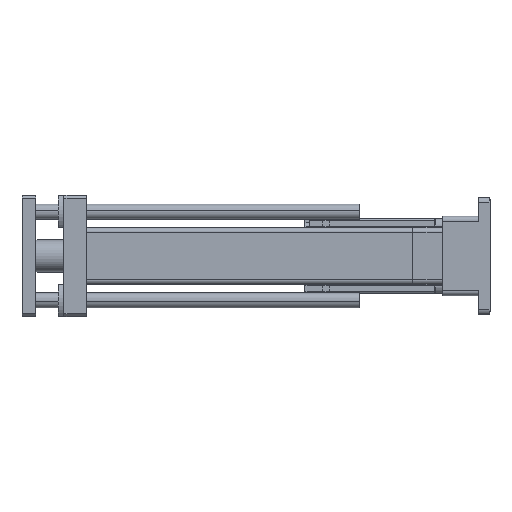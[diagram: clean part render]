
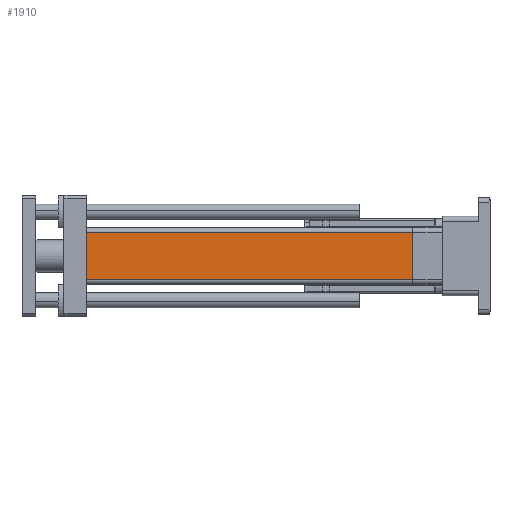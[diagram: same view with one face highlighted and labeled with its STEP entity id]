
A CAD part, left-side view. The second image highlights one B-rep face of the part: STEP entity #1910.
In plain terms, the highlighted face is planar.
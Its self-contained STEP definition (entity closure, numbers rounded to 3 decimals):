
#1577 = CARTESIAN_POINT ( 'NONE',  ( -25.502, -30.492, 0. ) ) ;
#1910 = ADVANCED_FACE ( 'NONE', ( #68615 ), #27369, .F. ) ;
#4080 = ORIENTED_EDGE ( 'NONE', *, *, #18612, .T. ) ;
#6086 = ORIENTED_EDGE ( 'NONE', *, *, #55800, .T. ) ;
#9668 = DIRECTION ( 'NONE',  ( 0., 0., -1. ) ) ;
#10635 = LINE ( 'NONE', #56104, #31828 ) ;
#14173 = EDGE_CURVE ( 'NONE', #17625, #24725, #67223, .T. ) ;
#15341 = CARTESIAN_POINT ( 'NONE',  ( 25.498, -30.492, 350. ) ) ;
#17625 = VERTEX_POINT ( 'NONE', #32236 ) ;
#18612 = EDGE_CURVE ( 'NONE', #47870, #24725, #39877, .T. ) ;
#21029 = AXIS2_PLACEMENT_3D ( 'NONE', #21318, #38737, #61839 ) ;
#21318 = CARTESIAN_POINT ( 'NONE',  ( 25.498, -30.492, 350. ) ) ;
#22933 = EDGE_LOOP ( 'NONE', ( #4080, #49657, #70595, #6086 ) ) ;
#24453 = CARTESIAN_POINT ( 'NONE',  ( -25.502, -30.492, 350. ) ) ;
#24725 = VERTEX_POINT ( 'NONE', #46364 ) ;
#27369 = PLANE ( 'NONE',  #21029 ) ;
#28736 = EDGE_CURVE ( 'NONE', #48572, #17625, #49507, .T. ) ;
#30338 = VECTOR ( 'NONE', #61247, 1000. ) ;
#31828 = VECTOR ( 'NONE', #45477, 1000. ) ;
#32236 = CARTESIAN_POINT ( 'NONE',  ( 25.498, -30.492, 350. ) ) ;
#33145 = VECTOR ( 'NONE', #9668, 1000. ) ;
#38737 = DIRECTION ( 'NONE',  ( 0., 1., 0. ) ) ;
#39877 = LINE ( 'NONE', #46321, #43321 ) ;
#43321 = VECTOR ( 'NONE', #46698, 1000. ) ;
#44196 = CARTESIAN_POINT ( 'NONE',  ( 25.498, -30.492, 350. ) ) ;
#45477 = DIRECTION ( 'NONE',  ( 0., 0., -1. ) ) ;
#46321 = CARTESIAN_POINT ( 'NONE',  ( 25.498, -30.492, 0. ) ) ;
#46364 = CARTESIAN_POINT ( 'NONE',  ( 25.498, -30.492, 0. ) ) ;
#46698 = DIRECTION ( 'NONE',  ( 1., 0., 0. ) ) ;
#47870 = VERTEX_POINT ( 'NONE', #1577 ) ;
#48572 = VERTEX_POINT ( 'NONE', #24453 ) ;
#49507 = LINE ( 'NONE', #44196, #30338 ) ;
#49657 = ORIENTED_EDGE ( 'NONE', *, *, #14173, .F. ) ;
#55800 = EDGE_CURVE ( 'NONE', #48572, #47870, #10635, .T. ) ;
#56104 = CARTESIAN_POINT ( 'NONE',  ( -25.502, -30.492, 350. ) ) ;
#61247 = DIRECTION ( 'NONE',  ( 1., 0., 0. ) ) ;
#61839 = DIRECTION ( 'NONE',  ( 0., 0., 1. ) ) ;
#67223 = LINE ( 'NONE', #15341, #33145 ) ;
#68615 = FACE_OUTER_BOUND ( 'NONE', #22933, .T. ) ;
#70595 = ORIENTED_EDGE ( 'NONE', *, *, #28736, .F. ) ;
